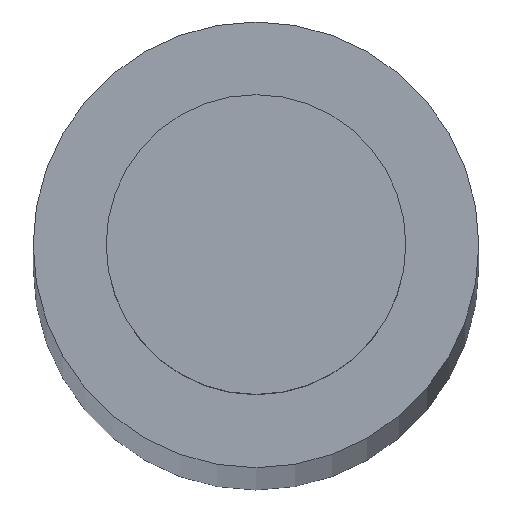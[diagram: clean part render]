
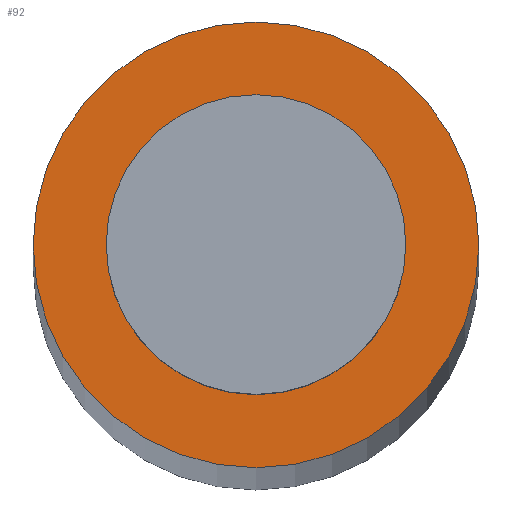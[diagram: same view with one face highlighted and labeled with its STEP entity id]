
A CAD part, top view. The second image highlights one B-rep face of the part: STEP entity #92.
In plain terms, the highlighted planar face has unit normal (0, 0, 1).
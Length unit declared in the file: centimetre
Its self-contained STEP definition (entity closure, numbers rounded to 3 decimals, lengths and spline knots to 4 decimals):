
#19=PLANE('',#119);
#26=FACE_OUTER_BOUND('',#35,.T.);
#35=EDGE_LOOP('',(#74));
#49=CIRCLE('',#117,0.595);
#55=VERTEX_POINT('',#168);
#61=EDGE_CURVE('',#55,#55,#49,.T.);
#74=ORIENTED_EDGE('',*,*,#61,.T.);
#92=ADVANCED_FACE('',(#26),#19,.T.);
#117=AXIS2_PLACEMENT_3D('',#169,#135,#136);
#119=AXIS2_PLACEMENT_3D('',#173,#140,#141);
#135=DIRECTION('center_axis',(0.,0.,1.));
#136=DIRECTION('ref_axis',(1.,0.,0.));
#140=DIRECTION('center_axis',(0.,0.,1.));
#141=DIRECTION('ref_axis',(1.,0.,0.));
#168=CARTESIAN_POINT('',(-0.595,0.,34.));
#169=CARTESIAN_POINT('Origin',(0.,0.,34.));
#173=CARTESIAN_POINT('Origin',(0.,0.,34.));
